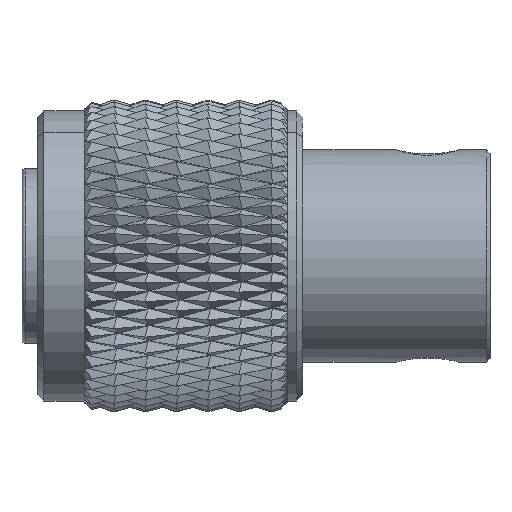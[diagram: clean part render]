
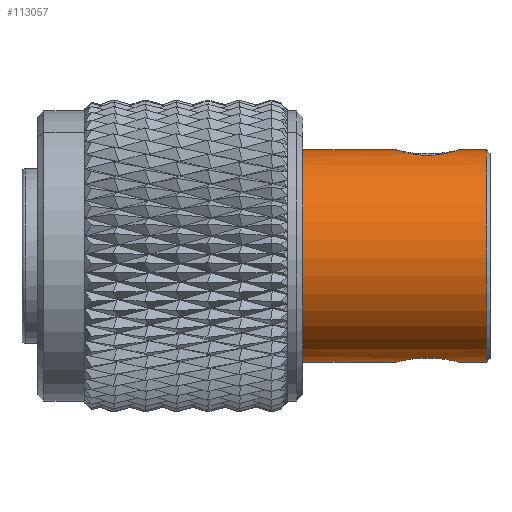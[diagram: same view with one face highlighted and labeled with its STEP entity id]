
A CAD part, front view. The second image highlights one B-rep face of the part: STEP entity #113057.
In plain terms, the highlighted cylindrical face has radius 3.4 mm (diameter 6.8 mm), a partial arc.
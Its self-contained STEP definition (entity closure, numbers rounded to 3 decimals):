
#131 = LINE ( 'NONE', #85404, #63673 ) ;
#430 = CARTESIAN_POINT ( 'NONE',  ( 5.5, 0., -3.4 ) ) ;
#521 = VECTOR ( 'NONE', #91708, 1000. ) ;
#1025 = EDGE_CURVE ( 'NONE', #149365, #109260, #131, .T. ) ;
#2207 = CARTESIAN_POINT ( 'NONE',  ( 5.5, 0., -3.4 ) ) ;
#2359 = LINE ( 'NONE', #63167, #131166 ) ;
#3371 = CARTESIAN_POINT ( 'NONE',  ( 8.4, 0., 3.4 ) ) ;
#4925 = CARTESIAN_POINT ( 'NONE',  ( 5.885, -0.799, 3.306 ) ) ;
#7280 = DIRECTION ( 'NONE',  ( 0., 0., 1. ) ) ;
#7687 = VERTEX_POINT ( 'NONE', #150710 ) ;
#7945 = CYLINDRICAL_SURFACE ( 'NONE', #99732, 3.4 ) ;
#10171 = CARTESIAN_POINT ( 'NONE',  ( 5.627, -0.504, 3.365 ) ) ;
#11120 = VERTEX_POINT ( 'NONE', #125403 ) ;
#14612 = CARTESIAN_POINT ( 'NONE',  ( 7.5, -0.133, -3.4 ) ) ;
#17163 = EDGE_CURVE ( 'NONE', #91885, #11120, #18289, .T. ) ;
#17551 = CARTESIAN_POINT ( 'NONE',  ( 7.115, -0.799, 3.306 ) ) ;
#17590 = ORIENTED_EDGE ( 'NONE', *, *, #35879, .T. ) ;
#18289 = LINE ( 'NONE', #128018, #521 ) ;
#20785 = EDGE_LOOP ( 'NONE', ( #126188, #96664, #146550, #17590, #131803, #41506, #148108, #92133 ) ) ;
#22593 = CARTESIAN_POINT ( 'NONE',  ( 5.994, -0.873, -3.287 ) ) ;
#25536 = CARTESIAN_POINT ( 'NONE',  ( 7.299, -0.616, 3.345 ) ) ;
#28650 = CARTESIAN_POINT ( 'NONE',  ( 7.5, -0.133, 3.4 ) ) ;
#29424 = CARTESIAN_POINT ( 'NONE',  ( 5.5, -0.131, 3.4 ) ) ;
#30292 = EDGE_CURVE ( 'NONE', #52792, #11120, #76175, .T. ) ;
#30973 = CARTESIAN_POINT ( 'NONE',  ( 5.526, -0.263, 3.392 ) ) ;
#31679 = FACE_OUTER_BOUND ( 'NONE', #20785, .T. ) ;
#32915 = CARTESIAN_POINT ( 'NONE',  ( 5.885, -0.799, -3.306 ) ) ;
#34679 = CARTESIAN_POINT ( 'NONE',  ( 5.995, -0.873, 3.286 ) ) ;
#35229 = CARTESIAN_POINT ( 'NONE',  ( 7.004, -0.873, -3.286 ) ) ;
#35879 = EDGE_CURVE ( 'NONE', #7687, #149365, #50675, .T. ) ;
#38094 = EDGE_CURVE ( 'NONE', #52792, #116824, #2359, .T. ) ;
#39240 = AXIS2_PLACEMENT_3D ( 'NONE', #105939, #154135, #7280 ) ;
#41506 = ORIENTED_EDGE ( 'NONE', *, *, #69858, .F. ) ;
#42826 = CARTESIAN_POINT ( 'NONE',  ( 6.238, -0.974, 3.258 ) ) ;
#42835 = CARTESIAN_POINT ( 'NONE',  ( 1.5, 0., 3.4 ) ) ;
#44613 = CARTESIAN_POINT ( 'NONE',  ( 5.5, 0., 3.4 ) ) ;
#44849 = LINE ( 'NONE', #93001, #47153 ) ;
#47153 = VECTOR ( 'NONE', #93769, 1000. ) ;
#50675 = B_SPLINE_CURVE_WITH_KNOTS ( 'NONE', 3,
 ( #124183, #28650, #85527, #76812, #25536, #17551, #150194, #113861, #70224, #139125, #42826, #34679, #4925, #90967, #10171, #30973, #29424, #142832 ),
 .UNSPECIFIED., .F., .F.,
 ( 4, 2, 2, 2, 2, 2, 2, 2, 4 ),
 ( 0., 0., 0.001, 0.001, 0.002, 0.002, 0.002, 0.003, 0.003 ),
 .UNSPECIFIED. ) ;
#51752 = CARTESIAN_POINT ( 'NONE',  ( 7.473, -0.264, -3.392 ) ) ;
#52792 = VERTEX_POINT ( 'NONE', #2207 ) ;
#56151 = DIRECTION ( 'NONE',  ( 0., 0., 1. ) ) ;
#58925 = CARTESIAN_POINT ( 'NONE',  ( 6.238, -0.974, -3.258 ) ) ;
#63167 = CARTESIAN_POINT ( 'NONE',  ( 0., 0., -3.4 ) ) ;
#63673 = VECTOR ( 'NONE', #70475, 1000. ) ;
#67996 = DIRECTION ( 'NONE',  ( -1., 0., 0. ) ) ;
#69858 = EDGE_CURVE ( 'NONE', #116824, #109260, #72402, .T. ) ;
#70224 = CARTESIAN_POINT ( 'NONE',  ( 6.632, -1., 3.25 ) ) ;
#70475 = DIRECTION ( 'NONE',  ( -1., 0., 0. ) ) ;
#70855 = EDGE_CURVE ( 'NONE', #146443, #7687, #44849, .T. ) ;
#72402 = CIRCLE ( 'NONE', #140492, 3.4 ) ;
#76064 = CARTESIAN_POINT ( 'NONE',  ( 1.5, 0., -3.4 ) ) ;
#76175 = B_SPLINE_CURVE_WITH_KNOTS ( 'NONE', 3,
 ( #430, #154457, #94464, #130757, #141059, #32915, #22593, #58925, #129211, #155237, #143386, #35229, #83368, #131542, #144939, #51752, #14612, #88048 ),
 .UNSPECIFIED., .F., .F.,
 ( 4, 2, 2, 2, 2, 2, 2, 2, 4 ),
 ( 0.003, 0.004, 0.004, 0.004, 0.005, 0.005, 0.006, 0.006, 0.006 ),
 .UNSPECIFIED. ) ;
#76812 = CARTESIAN_POINT ( 'NONE',  ( 7.373, -0.505, 3.364 ) ) ;
#79563 = CIRCLE ( 'NONE', #39240, 3.4 ) ;
#83368 = CARTESIAN_POINT ( 'NONE',  ( 7.115, -0.799, -3.306 ) ) ;
#85404 = CARTESIAN_POINT ( 'NONE',  ( 0., 0., 3.4 ) ) ;
#85527 = CARTESIAN_POINT ( 'NONE',  ( 7.474, -0.263, 3.392 ) ) ;
#88048 = CARTESIAN_POINT ( 'NONE',  ( 7.5, 0., -3.4 ) ) ;
#90967 = CARTESIAN_POINT ( 'NONE',  ( 5.7, -0.615, 3.345 ) ) ;
#91708 = DIRECTION ( 'NONE',  ( -1., 0., 0. ) ) ;
#91885 = VERTEX_POINT ( 'NONE', #119386 ) ;
#92133 = ORIENTED_EDGE ( 'NONE', *, *, #30292, .T. ) ;
#93001 = CARTESIAN_POINT ( 'NONE',  ( 0., 0., 3.4 ) ) ;
#93769 = DIRECTION ( 'NONE',  ( -1., 0., 0. ) ) ;
#94464 = CARTESIAN_POINT ( 'NONE',  ( 5.526, -0.263, -3.392 ) ) ;
#96664 = ORIENTED_EDGE ( 'NONE', *, *, #110076, .T. ) ;
#99732 = AXIS2_PLACEMENT_3D ( 'NONE', #141385, #67996, #56151 ) ;
#100235 = DIRECTION ( 'NONE',  ( -1., 0., 0. ) ) ;
#105939 = CARTESIAN_POINT ( 'NONE',  ( 8.4, 0., 0. ) ) ;
#109260 = VERTEX_POINT ( 'NONE', #42835 ) ;
#110076 = EDGE_CURVE ( 'NONE', #91885, #146443, #79563, .T. ) ;
#113057 = ADVANCED_FACE ( 'NONE', ( #31679 ), #7945, .T. ) ;
#113861 = CARTESIAN_POINT ( 'NONE',  ( 6.764, -0.973, 3.258 ) ) ;
#116824 = VERTEX_POINT ( 'NONE', #76064 ) ;
#119386 = CARTESIAN_POINT ( 'NONE',  ( 8.4, 0., -3.4 ) ) ;
#124183 = CARTESIAN_POINT ( 'NONE',  ( 7.5, 0., 3.4 ) ) ;
#125403 = CARTESIAN_POINT ( 'NONE',  ( 7.5, 0., -3.4 ) ) ;
#126188 = ORIENTED_EDGE ( 'NONE', *, *, #17163, .F. ) ;
#128018 = CARTESIAN_POINT ( 'NONE',  ( 0., 0., -3.4 ) ) ;
#129211 = CARTESIAN_POINT ( 'NONE',  ( 6.368, -1., -3.25 ) ) ;
#130757 = CARTESIAN_POINT ( 'NONE',  ( 5.627, -0.504, -3.365 ) ) ;
#131166 = VECTOR ( 'NONE', #100235, 1000. ) ;
#131542 = CARTESIAN_POINT ( 'NONE',  ( 7.299, -0.616, -3.345 ) ) ;
#131803 = ORIENTED_EDGE ( 'NONE', *, *, #1025, .T. ) ;
#134074 = DIRECTION ( 'NONE',  ( -1., 0., 0. ) ) ;
#138728 = DIRECTION ( 'NONE',  ( 0., 0., 1. ) ) ;
#139125 = CARTESIAN_POINT ( 'NONE',  ( 6.369, -1., 3.25 ) ) ;
#140492 = AXIS2_PLACEMENT_3D ( 'NONE', #145929, #134074, #138728 ) ;
#141059 = CARTESIAN_POINT ( 'NONE',  ( 5.701, -0.615, -3.345 ) ) ;
#141385 = CARTESIAN_POINT ( 'NONE',  ( 0., 0., 0. ) ) ;
#142832 = CARTESIAN_POINT ( 'NONE',  ( 5.5, 0., 3.4 ) ) ;
#143386 = CARTESIAN_POINT ( 'NONE',  ( 6.763, -0.973, -3.258 ) ) ;
#144939 = CARTESIAN_POINT ( 'NONE',  ( 7.373, -0.505, -3.364 ) ) ;
#145929 = CARTESIAN_POINT ( 'NONE',  ( 1.5, 0., 0. ) ) ;
#146443 = VERTEX_POINT ( 'NONE', #3371 ) ;
#146550 = ORIENTED_EDGE ( 'NONE', *, *, #70855, .T. ) ;
#148108 = ORIENTED_EDGE ( 'NONE', *, *, #38094, .F. ) ;
#149365 = VERTEX_POINT ( 'NONE', #44613 ) ;
#150194 = CARTESIAN_POINT ( 'NONE',  ( 7.004, -0.873, 3.286 ) ) ;
#150710 = CARTESIAN_POINT ( 'NONE',  ( 7.5, 0., 3.4 ) ) ;
#154135 = DIRECTION ( 'NONE',  ( -1., 0., 0. ) ) ;
#154457 = CARTESIAN_POINT ( 'NONE',  ( 5.5, -0.131, -3.4 ) ) ;
#155237 = CARTESIAN_POINT ( 'NONE',  ( 6.632, -1., -3.25 ) ) ;
